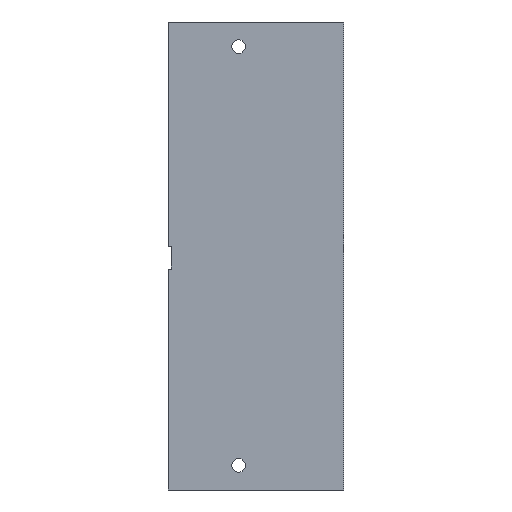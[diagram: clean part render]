
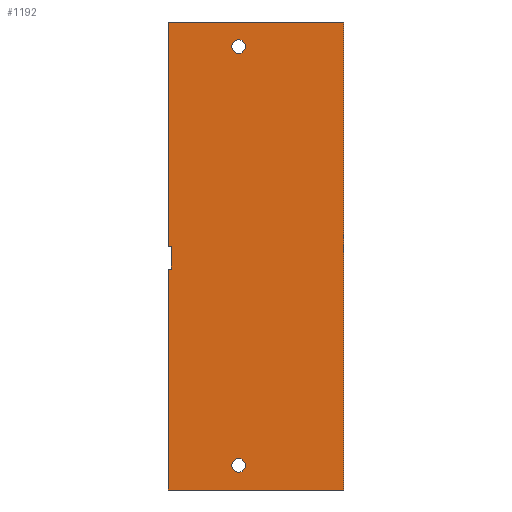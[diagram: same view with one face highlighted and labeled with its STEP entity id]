
A CAD part, front view. The second image highlights one B-rep face of the part: STEP entity #1192.
In plain terms, the highlighted planar face has unit normal (0, -1, 0).
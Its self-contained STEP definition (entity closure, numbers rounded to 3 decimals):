
#49=FACE_BOUND('',#203,.T.);
#50=FACE_BOUND('',#204,.T.);
#78=CIRCLE('',#1291,2.1);
#79=CIRCLE('',#1293,2.1);
#134=FACE_OUTER_BOUND('',#202,.T.);
#202=EDGE_LOOP('',(#975,#976,#977,#978,#979,#980,#981,#982));
#203=EDGE_LOOP('',(#983));
#204=EDGE_LOOP('',(#984));
#242=LINE('',#1740,#364);
#245=LINE('',#1746,#367);
#248=LINE('',#1752,#370);
#250=LINE('',#1756,#372);
#255=LINE('',#1765,#377);
#324=LINE('',#2011,#446);
#326=LINE('',#2015,#448);
#328=LINE('',#2018,#450);
#364=VECTOR('',#1376,10.);
#367=VECTOR('',#1381,10.);
#370=VECTOR('',#1386,10.);
#372=VECTOR('',#1390,10.);
#377=VECTOR('',#1397,10.);
#446=VECTOR('',#1618,10.);
#448=VECTOR('',#1622,10.);
#450=VECTOR('',#1626,10.);
#486=VERTEX_POINT('',#1737);
#487=VERTEX_POINT('',#1739);
#489=VERTEX_POINT('',#1745);
#491=VERTEX_POINT('',#1751);
#492=VERTEX_POINT('',#1755);
#495=VERTEX_POINT('',#1763);
#558=VERTEX_POINT('',#1905);
#559=VERTEX_POINT('',#1909);
#596=VERTEX_POINT('',#2010);
#597=VERTEX_POINT('',#2014);
#600=EDGE_CURVE('',#487,#486,#242,.T.);
#603=EDGE_CURVE('',#489,#487,#245,.T.);
#606=EDGE_CURVE('',#491,#489,#248,.T.);
#608=EDGE_CURVE('',#492,#491,#250,.T.);
#613=EDGE_CURVE('',#486,#495,#255,.T.);
#683=EDGE_CURVE('',#558,#558,#78,.T.);
#685=EDGE_CURVE('',#559,#559,#79,.T.);
#736=EDGE_CURVE('',#596,#492,#324,.T.);
#738=EDGE_CURVE('',#597,#596,#326,.T.);
#740=EDGE_CURVE('',#495,#597,#328,.T.);
#975=ORIENTED_EDGE('',*,*,#600,.T.);
#976=ORIENTED_EDGE('',*,*,#613,.T.);
#977=ORIENTED_EDGE('',*,*,#740,.T.);
#978=ORIENTED_EDGE('',*,*,#738,.T.);
#979=ORIENTED_EDGE('',*,*,#736,.T.);
#980=ORIENTED_EDGE('',*,*,#608,.T.);
#981=ORIENTED_EDGE('',*,*,#606,.T.);
#982=ORIENTED_EDGE('',*,*,#603,.T.);
#983=ORIENTED_EDGE('',*,*,#683,.T.);
#984=ORIENTED_EDGE('',*,*,#685,.T.);
#1142=PLANE('',#1334);
#1192=ADVANCED_FACE('',(#134,#49,#50),#1142,.T.);
#1291=AXIS2_PLACEMENT_3D('',#1906,#1510,#1511);
#1293=AXIS2_PLACEMENT_3D('',#1910,#1515,#1516);
#1334=AXIS2_PLACEMENT_3D('',#2019,#1627,#1628);
#1376=DIRECTION('',(-1.,0.,0.));
#1381=DIRECTION('',(0.,0.,-1.));
#1386=DIRECTION('',(1.,0.,0.));
#1390=DIRECTION('',(0.,0.,-1.));
#1397=DIRECTION('',(0.,0.,-1.));
#1510=DIRECTION('center_axis',(0.,1.,0.));
#1511=DIRECTION('ref_axis',(1.,0.,0.));
#1515=DIRECTION('center_axis',(0.,1.,0.));
#1516=DIRECTION('ref_axis',(1.,0.,0.));
#1618=DIRECTION('',(-1.,0.,0.));
#1622=DIRECTION('',(0.,0.,1.));
#1626=DIRECTION('',(1.,0.,0.));
#1627=DIRECTION('center_axis',(0.,-1.,0.));
#1628=DIRECTION('ref_axis',(0.,0.,-1.));
#1737=CARTESIAN_POINT('',(-15.823,-3.,-48.));
#1739=CARTESIAN_POINT('',(-14.823,-3.,-48.));
#1740=CARTESIAN_POINT('',(-2.411,-3.,-48.));
#1745=CARTESIAN_POINT('',(-14.823,-3.,-41.));
#1746=CARTESIAN_POINT('',(-14.823,-3.,-44.25));
#1751=CARTESIAN_POINT('',(-15.823,-3.,-41.));
#1752=CARTESIAN_POINT('',(-2.411,-3.,-41.));
#1755=CARTESIAN_POINT('',(-15.823,-3.,27.5));
#1756=CARTESIAN_POINT('',(-15.823,-3.,27.5));
#1763=CARTESIAN_POINT('',(-15.823,-3.,-115.5));
#1765=CARTESIAN_POINT('',(-15.823,-3.,27.5));
#1905=CARTESIAN_POINT('',(3.577,-3.,-108.));
#1906=CARTESIAN_POINT('Origin',(5.677,-3.,-108.));
#1909=CARTESIAN_POINT('',(3.577,-3.,20.));
#1910=CARTESIAN_POINT('Origin',(5.677,-3.,20.));
#2010=CARTESIAN_POINT('',(37.823,-3.,27.5));
#2011=CARTESIAN_POINT('',(37.823,-3.,27.5));
#2014=CARTESIAN_POINT('',(37.823,-3.,-115.5));
#2015=CARTESIAN_POINT('',(37.823,-3.,-115.5));
#2018=CARTESIAN_POINT('',(-15.823,-3.,-115.5));
#2019=CARTESIAN_POINT('Origin',(11.,-3.,-44.));
